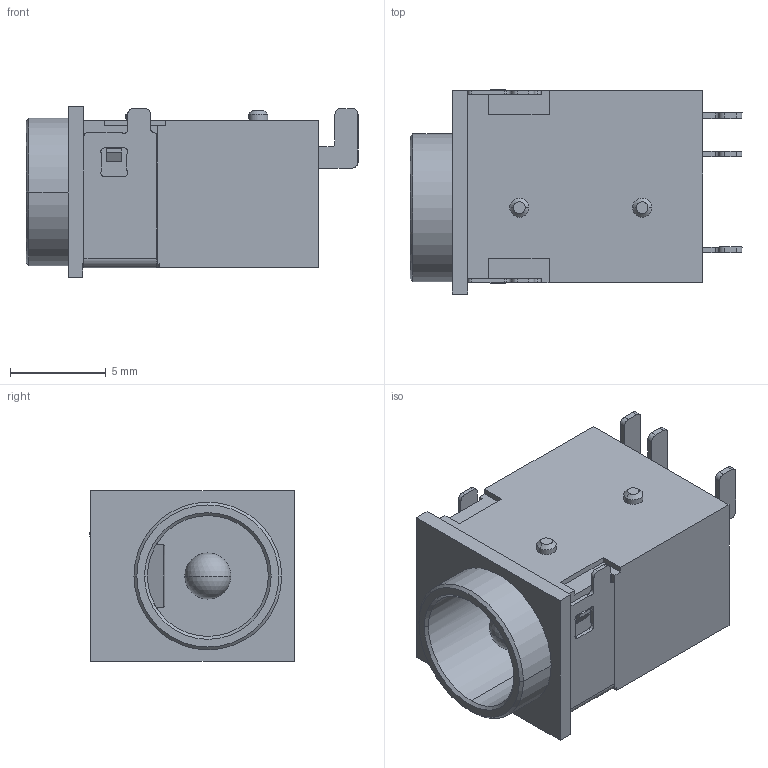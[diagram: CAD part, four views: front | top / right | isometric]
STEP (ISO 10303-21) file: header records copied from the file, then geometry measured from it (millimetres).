
FILE_DESCRIPTION (( 'STEP AP214' ), '1' );
FILE_NAME ('CUI_DEVICES_PJ-001BH-67.step', '2019-10-20T23:41:21', ( '' ), ( '' ), 'SwSTEP 2.0', 'SolidWorks 2019', '' );
FILE_SCHEMA (( 'AUTOMOTIVE_DESIGN' ));
Length unit declared in the file: inch
Products named in the file (1): CUI_DEVICES_PJ-001BH-67
Bounding box: 17.3 x 10.65 x 8.9 mm (x, y, z)
Volume: 843.9 mm3; surface area: 1202.6 mm2
Topology: 2 solids, 2 shells, 183 faces, 504 edges, 333 vertices
Faces by surface type: plane 99, cylinder 74, cone 8, sphere 2
Entity records: 6447 total; most frequent: CARTESIAN_POINT 1067, DIRECTION 1012, ORIENTED_EDGE 1004, EDGE_CURVE 502, AXIS2_PLACEMENT_3D 342, VERTEX_POINT 333, VECTOR 328, LINE 328
